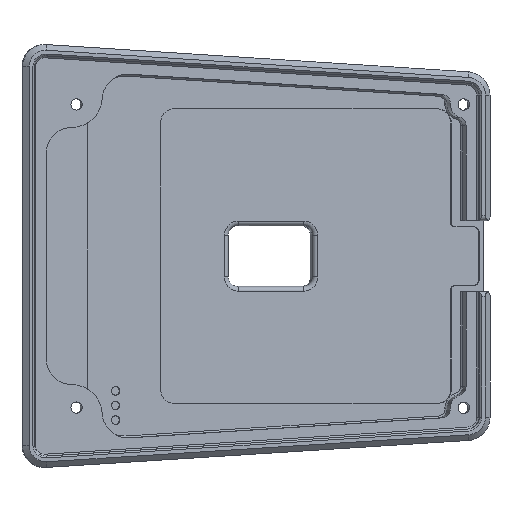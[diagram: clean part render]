
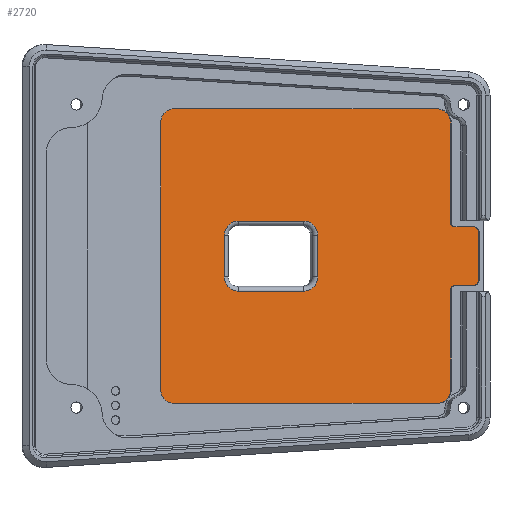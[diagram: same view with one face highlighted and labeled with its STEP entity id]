
A CAD part, top view. The second image highlights one B-rep face of the part: STEP entity #2720.
In plain terms, the highlighted planar face has unit normal (0.174, 0, 0.985).
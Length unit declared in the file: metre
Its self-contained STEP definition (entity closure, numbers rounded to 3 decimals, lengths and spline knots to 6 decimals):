
#200=LINE('',#4061,#427);
#203=LINE('',#4068,#430);
#204=LINE('',#4085,#431);
#207=LINE('',#4092,#434);
#222=LINE('',#4156,#449);
#223=LINE('',#4158,#450);
#225=LINE('',#4161,#452);
#264=LINE('',#4278,#491);
#266=LINE('',#4281,#493);
#268=LINE('',#4284,#495);
#348=LINE('',#8156,#575);
#351=LINE('',#8160,#578);
#427=VECTOR('',#3247,1.);
#430=VECTOR('',#3254,1.);
#431=VECTOR('',#3275,1.);
#434=VECTOR('',#3282,1.);
#449=VECTOR('',#3347,1.);
#450=VECTOR('',#3350,1.);
#452=VECTOR('',#3354,1.);
#491=VECTOR('',#3481,1.);
#493=VECTOR('',#3485,1.);
#495=VECTOR('',#3489,1.);
#575=VECTOR('',#3625,1.);
#578=VECTOR('',#3630,1.);
#1278=ORIENTED_EDGE('',*,*,#1561,.F.);
#1279=ORIENTED_EDGE('',*,*,#1550,.T.);
#1280=ORIENTED_EDGE('',*,*,#1562,.F.);
#1281=ORIENTED_EDGE('',*,*,#1546,.T.);
#1282=ORIENTED_EDGE('',*,*,#1564,.F.);
#1283=ORIENTED_EDGE('',*,*,#1558,.T.);
#1284=ORIENTED_EDGE('',*,*,#1735,.T.);
#1285=ORIENTED_EDGE('',*,*,#1619,.T.);
#1286=ORIENTED_EDGE('',*,*,#1621,.T.);
#1287=ORIENTED_EDGE('',*,*,#1615,.T.);
#1288=ORIENTED_EDGE('',*,*,#1625,.T.);
#1289=ORIENTED_EDGE('',*,*,#1611,.T.);
#1290=ORIENTED_EDGE('',*,*,#1623,.T.);
#1291=ORIENTED_EDGE('',*,*,#1607,.T.);
#1292=ORIENTED_EDGE('',*,*,#1738,.T.);
#1293=ORIENTED_EDGE('',*,*,#1554,.T.);
#1294=ORIENTED_EDGE('',*,*,#1518,.T.);
#1295=ORIENTED_EDGE('',*,*,#1512,.T.);
#1296=ORIENTED_EDGE('',*,*,#1514,.T.);
#1297=ORIENTED_EDGE('',*,*,#1520,.T.);
#1298=ORIENTED_EDGE('',*,*,#1526,.T.);
#1299=ORIENTED_EDGE('',*,*,#1532,.T.);
#1300=ORIENTED_EDGE('',*,*,#1530,.T.);
#1301=ORIENTED_EDGE('',*,*,#1524,.T.);
#1512=EDGE_CURVE('',#1871,#1874,#2066,.T.);
#1514=EDGE_CURVE('',#1874,#1876,#200,.T.);
#1518=EDGE_CURVE('',#1877,#1871,#203,.T.);
#1520=EDGE_CURVE('',#1876,#1880,#2070,.T.);
#1524=EDGE_CURVE('',#1881,#1877,#2074,.T.);
#1526=EDGE_CURVE('',#1880,#1884,#204,.T.);
#1530=EDGE_CURVE('',#1885,#1881,#207,.T.);
#1532=EDGE_CURVE('',#1884,#1885,#2078,.T.);
#1546=EDGE_CURVE('',#1898,#1897,#2082,.T.);
#1550=EDGE_CURVE('',#1902,#1901,#2084,.T.);
#1554=EDGE_CURVE('',#1906,#1905,#2086,.T.);
#1558=EDGE_CURVE('',#1910,#1909,#2088,.T.);
#1561=EDGE_CURVE('',#1902,#1905,#222,.T.);
#1562=EDGE_CURVE('',#1898,#1901,#223,.T.);
#1564=EDGE_CURVE('',#1910,#1897,#225,.T.);
#1607=EDGE_CURVE('',#1932,#1931,#2100,.T.);
#1611=EDGE_CURVE('',#1936,#1935,#2102,.T.);
#1615=EDGE_CURVE('',#1940,#1939,#2104,.T.);
#1619=EDGE_CURVE('',#1944,#1943,#2106,.T.);
#1621=EDGE_CURVE('',#1943,#1940,#264,.T.);
#1623=EDGE_CURVE('',#1935,#1932,#266,.T.);
#1625=EDGE_CURVE('',#1939,#1936,#268,.T.);
#1735=EDGE_CURVE('',#1909,#1944,#348,.T.);
#1738=EDGE_CURVE('',#1931,#1906,#351,.T.);
#1871=VERTEX_POINT('',#4050);
#1874=VERTEX_POINT('',#4055);
#1876=VERTEX_POINT('',#4060);
#1877=VERTEX_POINT('',#4065);
#1880=VERTEX_POINT('',#4072);
#1881=VERTEX_POINT('',#4077);
#1884=VERTEX_POINT('',#4084);
#1885=VERTEX_POINT('',#4089);
#1897=VERTEX_POINT('',#4123);
#1898=VERTEX_POINT('',#4125);
#1901=VERTEX_POINT('',#4132);
#1902=VERTEX_POINT('',#4134);
#1905=VERTEX_POINT('',#4141);
#1906=VERTEX_POINT('',#4143);
#1909=VERTEX_POINT('',#4150);
#1910=VERTEX_POINT('',#4152);
#1931=VERTEX_POINT('',#4246);
#1932=VERTEX_POINT('',#4248);
#1935=VERTEX_POINT('',#4255);
#1936=VERTEX_POINT('',#4257);
#1939=VERTEX_POINT('',#4264);
#1940=VERTEX_POINT('',#4266);
#1943=VERTEX_POINT('',#4273);
#1944=VERTEX_POINT('',#4275);
#2066=CIRCLE('',#2839,0.003);
#2070=CIRCLE('',#2846,0.003);
#2074=CIRCLE('',#2851,0.003);
#2078=CIRCLE('',#2858,0.003);
#2082=CIRCLE('',#2870,0.0012);
#2084=CIRCLE('',#2873,0.0012);
#2086=CIRCLE('',#2876,0.0008);
#2088=CIRCLE('',#2879,0.0008);
#2100=CIRCLE('',#2916,0.003);
#2102=CIRCLE('',#2919,0.003);
#2104=CIRCLE('',#2922,0.003);
#2106=CIRCLE('',#2925,0.003);
#2278=EDGE_LOOP('',(#1278,#1279,#1280,#1281,#1282,#1283,#1284,#1285,#1286,
#1287,#1288,#1289,#1290,#1291,#1292,#1293));
#2279=EDGE_LOOP('',(#1294,#1295,#1296,#1297,#1298,#1299,#1300,#1301));
#2469=FACE_BOUND('',#2278,.T.);
#2470=FACE_BOUND('',#2279,.T.);
#2575=PLANE('',#2980);
#2720=ADVANCED_FACE('',(#2469,#2470),#2575,.T.);
#2839=AXIS2_PLACEMENT_3D('',#4056,#3241,#3242);
#2846=AXIS2_PLACEMENT_3D('',#4073,#3259,#3260);
#2851=AXIS2_PLACEMENT_3D('',#4080,#3269,#3270);
#2858=AXIS2_PLACEMENT_3D('',#4095,#3287,#3288);
#2870=AXIS2_PLACEMENT_3D('',#4124,#3317,#3318);
#2873=AXIS2_PLACEMENT_3D('',#4133,#3325,#3326);
#2876=AXIS2_PLACEMENT_3D('',#4142,#3333,#3334);
#2879=AXIS2_PLACEMENT_3D('',#4151,#3341,#3342);
#2916=AXIS2_PLACEMENT_3D('',#4247,#3452,#3453);
#2919=AXIS2_PLACEMENT_3D('',#4256,#3460,#3461);
#2922=AXIS2_PLACEMENT_3D('',#4265,#3468,#3469);
#2925=AXIS2_PLACEMENT_3D('',#4274,#3476,#3477);
#2980=AXIS2_PLACEMENT_3D('',#8211,#3695,#3696);
#3241=DIRECTION('',(-0.174,0.,-0.985));
#3242=DIRECTION('',(0.985,0.,-0.174));
#3247=DIRECTION('',(0.,-1.,0.));
#3254=DIRECTION('',(0.985,0.,-0.174));
#3259=DIRECTION('',(-0.174,0.,-0.985));
#3260=DIRECTION('',(0.985,0.,-0.174));
#3269=DIRECTION('',(-0.174,0.,-0.985));
#3270=DIRECTION('',(0.985,0.,-0.174));
#3275=DIRECTION('',(-0.985,0.,0.174));
#3282=DIRECTION('',(0.,1.,0.));
#3287=DIRECTION('',(-0.174,0.,-0.985));
#3288=DIRECTION('',(0.985,0.,-0.174));
#3317=DIRECTION('',(0.174,0.,0.985));
#3318=DIRECTION('',(0.985,0.,-0.174));
#3325=DIRECTION('',(0.174,0.,0.985));
#3326=DIRECTION('',(0.985,0.,-0.174));
#3333=DIRECTION('',(-0.174,0.,-0.985));
#3334=DIRECTION('',(0.985,0.,-0.174));
#3341=DIRECTION('',(-0.174,0.,-0.985));
#3342=DIRECTION('',(0.985,0.,-0.174));
#3347=DIRECTION('',(-0.985,0.,0.174));
#3350=DIRECTION('',(0.,-1.,0.));
#3354=DIRECTION('',(0.985,0.,-0.174));
#3452=DIRECTION('',(0.174,0.,0.985));
#3453=DIRECTION('',(0.985,0.,-0.174));
#3460=DIRECTION('',(0.174,0.,0.985));
#3461=DIRECTION('',(0.985,0.,-0.174));
#3468=DIRECTION('',(0.174,0.,0.985));
#3469=DIRECTION('',(0.985,0.,-0.174));
#3476=DIRECTION('',(0.174,0.,0.985));
#3477=DIRECTION('',(0.985,0.,-0.174));
#3481=DIRECTION('',(-0.985,0.,0.174));
#3485=DIRECTION('',(0.985,0.,-0.174));
#3489=DIRECTION('',(0.,-1.,0.));
#3625=DIRECTION('',(0.,1.,0.));
#3630=DIRECTION('',(0.,1.,0.));
#3695=DIRECTION('',(0.174,0.,0.985));
#3696=DIRECTION('',(0.985,0.,-0.174));
#4050=CARTESIAN_POINT('',(0.040327,0.00406,0.000769));
#4055=CARTESIAN_POINT('',(0.043281,0.00106,0.000248));
#4056=CARTESIAN_POINT('',(0.040327,0.00106,0.000769));
#4060=CARTESIAN_POINT('',(0.043281,-0.00774,0.000248));
#4061=CARTESIAN_POINT('',(0.043281,-0.00774,0.000248));
#4065=CARTESIAN_POINT('',(0.026539,0.00406,0.0032));
#4068=CARTESIAN_POINT('',(0.040327,0.00406,0.000769));
#4072=CARTESIAN_POINT('',(0.040327,-0.01074,0.000769));
#4073=CARTESIAN_POINT('',(0.040327,-0.00774,0.000769));
#4077=CARTESIAN_POINT('',(0.023585,0.00106,0.003721));
#4080=CARTESIAN_POINT('',(0.026539,0.00106,0.0032));
#4084=CARTESIAN_POINT('',(0.026539,-0.01074,0.0032));
#4085=CARTESIAN_POINT('',(0.026539,-0.01074,0.0032));
#4089=CARTESIAN_POINT('',(0.023585,-0.00774,0.003721));
#4092=CARTESIAN_POINT('',(0.023585,0.00106,0.003721));
#4095=CARTESIAN_POINT('',(0.026539,-0.00774,0.0032));
#4123=CARTESIAN_POINT('',(0.076075,0.00286,-0.005534));
#4124=CARTESIAN_POINT('',(0.076075,0.00166,-0.005534));
#4125=CARTESIAN_POINT('',(0.077257,0.00166,-0.005743));
#4132=CARTESIAN_POINT('',(0.077257,-0.00834,-0.005743));
#4133=CARTESIAN_POINT('',(0.076075,-0.00834,-0.005534));
#4134=CARTESIAN_POINT('',(0.076075,-0.00954,-0.005534));
#4141=CARTESIAN_POINT('',(0.072136,-0.00954,-0.00484));
#4142=CARTESIAN_POINT('',(0.072136,-0.01034,-0.00484));
#4143=CARTESIAN_POINT('',(0.071348,-0.01034,-0.004701));
#4150=CARTESIAN_POINT('',(0.071348,0.00366,-0.004701));
#4151=CARTESIAN_POINT('',(0.072136,0.00366,-0.00484));
#4152=CARTESIAN_POINT('',(0.072136,0.00286,-0.00484));
#4156=CARTESIAN_POINT('',(0.071348,-0.00954,-0.004701));
#4158=CARTESIAN_POINT('',(0.077257,0.00286,-0.005743));
#4161=CARTESIAN_POINT('',(0.071348,0.00286,-0.004701));
#4246=CARTESIAN_POINT('',(0.071348,-0.03144,-0.004701));
#4247=CARTESIAN_POINT('',(0.068394,-0.03144,-0.00418));
#4248=CARTESIAN_POINT('',(0.068394,-0.03444,-0.00418));
#4255=CARTESIAN_POINT('',(0.012949,-0.03444,0.005597));
#4256=CARTESIAN_POINT('',(0.012949,-0.03144,0.005597));
#4257=CARTESIAN_POINT('',(0.009995,-0.03144,0.006118));
#4264=CARTESIAN_POINT('',(0.009995,0.02476,0.006118));
#4265=CARTESIAN_POINT('',(0.012949,0.02476,0.005597));
#4266=CARTESIAN_POINT('',(0.012949,0.02776,0.005597));
#4273=CARTESIAN_POINT('',(0.068394,0.02776,-0.00418));
#4274=CARTESIAN_POINT('',(0.068394,0.02476,-0.00418));
#4275=CARTESIAN_POINT('',(0.071348,0.02476,-0.004701));
#4278=CARTESIAN_POINT('',(0.009995,0.02776,0.006118));
#4281=CARTESIAN_POINT('',(0.009995,-0.03444,0.006118));
#4284=CARTESIAN_POINT('',(0.009995,0.02776,0.006118));
#8156=CARTESIAN_POINT('',(0.071348,0.02776,-0.004701));
#8160=CARTESIAN_POINT('',(0.071348,0.02776,-0.004701));
#8211=CARTESIAN_POINT('',(0.07737,-0.040726,-0.005762));
